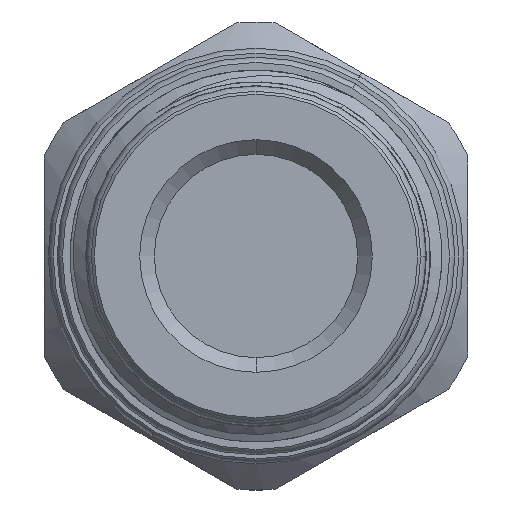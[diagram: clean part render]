
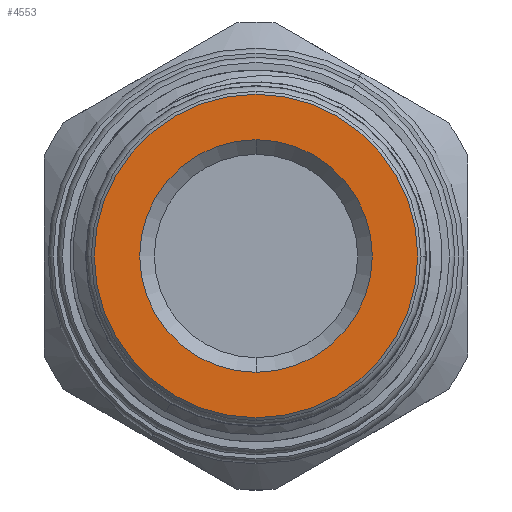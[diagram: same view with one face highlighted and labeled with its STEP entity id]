
A CAD part, left-side view. The second image highlights one B-rep face of the part: STEP entity #4553.
In plain terms, the highlighted planar face has unit normal (-1, 0, 0).
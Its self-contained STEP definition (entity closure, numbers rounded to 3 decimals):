
#307 = VERTEX_POINT ( 'NONE', #4535 ) ;
#343 = CIRCLE ( 'NONE', #5899, 7.85 ) ;
#522 = CARTESIAN_POINT ( 'NONE',  ( -85.6, 0., 7.85 ) ) ;
#604 = EDGE_CURVE ( 'NONE', #2091, #307, #4470, .T. ) ;
#901 = EDGE_LOOP ( 'NONE', ( #5667, #1365 ) ) ;
#1174 = EDGE_LOOP ( 'NONE', ( #1479, #2263 ) ) ;
#1347 = DIRECTION ( 'NONE',  ( -1., 0., 0. ) ) ;
#1365 = ORIENTED_EDGE ( 'NONE', *, *, #604, .T. ) ;
#1479 = ORIENTED_EDGE ( 'NONE', *, *, #4426, .T. ) ;
#1484 = VERTEX_POINT ( 'NONE', #2853 ) ;
#1847 = CARTESIAN_POINT ( 'NONE',  ( -85.6, 0., 0. ) ) ;
#1872 = DIRECTION ( 'NONE',  ( 0., 0., 1. ) ) ;
#2075 = AXIS2_PLACEMENT_3D ( 'NONE', #5892, #2734, #4350 ) ;
#2091 = VERTEX_POINT ( 'NONE', #522 ) ;
#2263 = ORIENTED_EDGE ( 'NONE', *, *, #5266, .T. ) ;
#2673 = AXIS2_PLACEMENT_3D ( 'NONE', #5163, #1347, #1872 ) ;
#2734 = DIRECTION ( 'NONE',  ( 1., 0., 0. ) ) ;
#2853 = CARTESIAN_POINT ( 'NONE',  ( -85.6, 0., -10.915 ) ) ;
#3149 = AXIS2_PLACEMENT_3D ( 'NONE', #6121, #6674, #5133 ) ;
#3591 = CIRCLE ( 'NONE', #2673, 10.915 ) ;
#3893 = CARTESIAN_POINT ( 'NONE',  ( -85.6, 0., 10.915 ) ) ;
#3940 = DIRECTION ( 'NONE',  ( 0., 0., 1. ) ) ;
#4012 = CIRCLE ( 'NONE', #4112, 10.915 ) ;
#4056 = PLANE ( 'NONE',  #3149 ) ;
#4112 = AXIS2_PLACEMENT_3D ( 'NONE', #1847, #6034, #6076 ) ;
#4338 = FACE_BOUND ( 'NONE', #901, .T. ) ;
#4350 = DIRECTION ( 'NONE',  ( 0., 0., 1. ) ) ;
#4426 = EDGE_CURVE ( 'NONE', #6683, #1484, #4012, .T. ) ;
#4470 = CIRCLE ( 'NONE', #2075, 7.85 ) ;
#4535 = CARTESIAN_POINT ( 'NONE',  ( -85.6, 0., -7.85 ) ) ;
#4553 = ADVANCED_FACE ( 'NONE', ( #4814, #4338 ), #4056, .F. ) ;
#4814 = FACE_OUTER_BOUND ( 'NONE', #1174, .T. ) ;
#4915 = DIRECTION ( 'NONE',  ( 1., 0., 0. ) ) ;
#5133 = DIRECTION ( 'NONE',  ( 0., 0., 1. ) ) ;
#5163 = CARTESIAN_POINT ( 'NONE',  ( -85.6, 0., 0. ) ) ;
#5266 = EDGE_CURVE ( 'NONE', #1484, #6683, #3591, .T. ) ;
#5661 = EDGE_CURVE ( 'NONE', #307, #2091, #343, .T. ) ;
#5667 = ORIENTED_EDGE ( 'NONE', *, *, #5661, .T. ) ;
#5892 = CARTESIAN_POINT ( 'NONE',  ( -85.6, 0., 0. ) ) ;
#5899 = AXIS2_PLACEMENT_3D ( 'NONE', #6507, #4915, #3940 ) ;
#6034 = DIRECTION ( 'NONE',  ( -1., 0., 0. ) ) ;
#6076 = DIRECTION ( 'NONE',  ( 0., 0., 1. ) ) ;
#6121 = CARTESIAN_POINT ( 'NONE',  ( -85.6, 0., 0. ) ) ;
#6507 = CARTESIAN_POINT ( 'NONE',  ( -85.6, 0., 0. ) ) ;
#6674 = DIRECTION ( 'NONE',  ( 1., 0., 0. ) ) ;
#6683 = VERTEX_POINT ( 'NONE', #3893 ) ;
